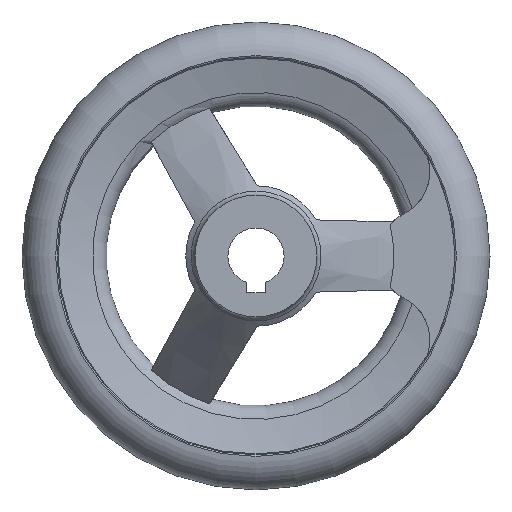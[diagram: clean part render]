
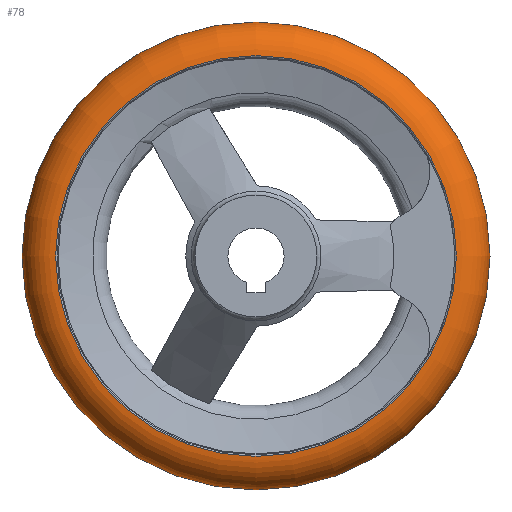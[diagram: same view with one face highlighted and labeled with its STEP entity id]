
A CAD part, front view. The second image highlights one B-rep face of the part: STEP entity #78.
In plain terms, the highlighted toroidal (fillet/blend) face has major radius 42.5 mm and minor radius 7.5 mm.
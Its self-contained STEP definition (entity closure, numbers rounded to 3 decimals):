
#78 = ADVANCED_FACE( '', ( #191, #192, #193 ), #194, .T. );
#191 = FACE_BOUND( '', #353, .T. );
#192 = FACE_OUTER_BOUND( '', #354, .T. );
#193 = FACE_OUTER_BOUND( '', #355, .T. );
#194 = TOROIDAL_SURFACE( '', #356, 42.5, 7.5 );
#353 = VERTEX_LOOP( '', #573 );
#354 = EDGE_LOOP( '', ( #574 ) );
#355 = EDGE_LOOP( '', ( #575 ) );
#356 = AXIS2_PLACEMENT_3D( '', #576, #577, #578 );
#573 = VERTEX_POINT( '', #938 );
#574 = ORIENTED_EDGE( '', *, *, #939, .T. );
#575 = ORIENTED_EDGE( '', *, *, #940, .F. );
#576 = CARTESIAN_POINT( '', ( 0., 25.5, 0. ) );
#577 = DIRECTION( '', ( 0., -1., 0. ) );
#578 = DIRECTION( '', ( 0., 0., -1. ) );
#938 = CARTESIAN_POINT( '', ( 0., 25.5, -50. ) );
#939 = EDGE_CURVE( '', #1111, #1111, #1112, .T. );
#940 = EDGE_CURVE( '', #1113, #1113, #1114, .T. );
#1111 = VERTEX_POINT( '', #1417 );
#1112 = CIRCLE( '', #1418, 42.813 );
#1113 = VERTEX_POINT( '', #1419 );
#1114 = CIRCLE( '', #1420, 42.813 );
#1417 = CARTESIAN_POINT( '', ( 0., 32.993, -42.813 ) );
#1418 = AXIS2_PLACEMENT_3D( '', #1907, #1908, #1909 );
#1419 = CARTESIAN_POINT( '', ( 0., 18.007, -42.813 ) );
#1420 = AXIS2_PLACEMENT_3D( '', #1910, #1911, #1912 );
#1907 = CARTESIAN_POINT( '', ( 0., 32.993, 0. ) );
#1908 = DIRECTION( '', ( 0., -1., 0. ) );
#1909 = DIRECTION( '', ( 0., 0., -1. ) );
#1910 = CARTESIAN_POINT( '', ( 0., 18.007, 0. ) );
#1911 = DIRECTION( '', ( 0., -1., 0. ) );
#1912 = DIRECTION( '', ( 0., 0., -1. ) );
